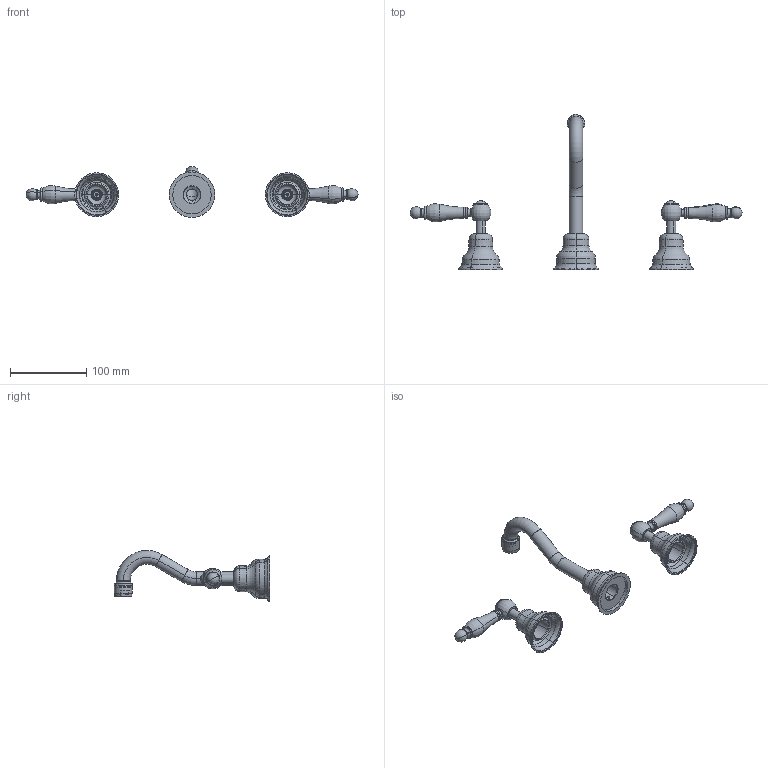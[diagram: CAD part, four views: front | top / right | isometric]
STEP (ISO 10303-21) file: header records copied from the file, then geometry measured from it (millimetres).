
FILE_DESCRIPTION(('CATIA V5 STEP Exchange','CAx-IF Rec.Pracs.--- Model Styling and Organization---1.5--- 2016-08-15','CAx-IF Rec.Pracs.---Supplemental Geometry---1.0---2011-11-01','CAx-IF Rec.Pracs.--- Composite Materials ---3.4---2017-06-13','CAx-IF Rec.Pracs.---Tessellated 3D Geometry---1.0---2015-12-17'),'2;1');
FILE_NAME('TS003510.stp','2025-11-03T14:26:19+00:00',('none'),('none'),'CATIA Version 5-6 Release 2020 SP3','CATIA V5 STEP AP242 v2','none');
FILE_SCHEMA(('AP242_MANAGED_MODEL_BASED_3D_ENGINEERING_MIM_LF {1 0 10303 442 1 1 4}'));
Length unit declared in the file: millimetre
Products named in the file (1): TS003510
Bounding box: 435.6 x 203.6 x 66.9 mm (x, y, z)
Volume: 112675.1 mm3; surface area: 93237.3 mm2
Topology: 15 solids, 57 shells, 493 faces, 1175 edges, 757 vertices
Faces by surface type: cylinder 147, torus 138, cone 105, plane 81, revolution 12, sphere 10
Entity records: 13630 total; most frequent: CARTESIAN_POINT 3003, ORIENTED_EDGE 2134, DIRECTION 1775, EDGE_CURVE 1153, AXIS2_PLACEMENT_3D 1089, VERTEX_POINT 757, CIRCLE 750, EDGE_LOOP 554
